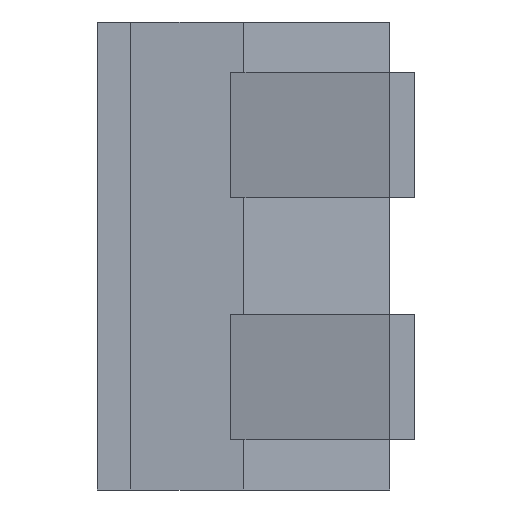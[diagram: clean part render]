
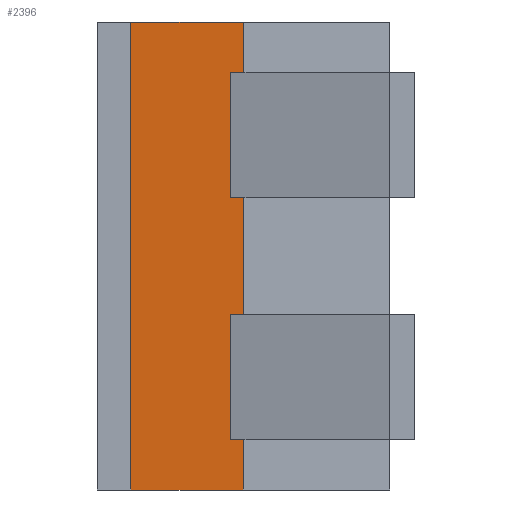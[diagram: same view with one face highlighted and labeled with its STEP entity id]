
A CAD part, left-side view. The second image highlights one B-rep face of the part: STEP entity #2396.
In plain terms, the highlighted planar face has unit normal (-0.998, 0.07, 0).
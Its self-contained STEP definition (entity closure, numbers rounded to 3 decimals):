
#349 = EDGE_LOOP ( 'NONE', ( #3520, #3518, #3519, #3516, #3517, #3528, #3527, #3526, #3525, #3524, #3523, #3522 ) ) ;
#2311 = EDGE_CURVE ( 'NONE', #3475, #3471, #9808, .T. ) ;
#2312 = EDGE_CURVE ( 'NONE', #3483, #3482, #9814, .T. ) ;
#2313 = EDGE_CURVE ( 'NONE', #3471, #3474, #9820, .T. ) ;
#2314 = EDGE_CURVE ( 'NONE', #3483, #3474, #9825, .T. ) ;
#2317 = EDGE_CURVE ( 'NONE', #3482, #3468, #9843, .T. ) ;
#2318 = EDGE_CURVE ( 'NONE', #3469, #3468, #9849, .T. ) ;
#2319 = EDGE_CURVE ( 'NONE', #3481, #3469, #9855, .T. ) ;
#2320 = EDGE_CURVE ( 'NONE', #3481, #3478, #9861, .T. ) ;
#2321 = EDGE_CURVE ( 'NONE', #3478, #3472, #9867, .T. ) ;
#2322 = EDGE_CURVE ( 'NONE', #3476, #3472, #9872, .T. ) ;
#2323 = EDGE_CURVE ( 'NONE', #3485, #3476, #9878, .T. ) ;
#2324 = EDGE_CURVE ( 'NONE', #3485, #3475, #9884, .T. ) ;
#2396 = ADVANCED_FACE ( 'NONE', ( #11771 ), #10805, .T. ) ;
#3468 = VERTEX_POINT ( 'NONE', #13243 ) ;
#3469 = VERTEX_POINT ( 'NONE', #13244 ) ;
#3471 = VERTEX_POINT ( 'NONE', #13246 ) ;
#3472 = VERTEX_POINT ( 'NONE', #13247 ) ;
#3474 = VERTEX_POINT ( 'NONE', #13249 ) ;
#3475 = VERTEX_POINT ( 'NONE', #13250 ) ;
#3476 = VERTEX_POINT ( 'NONE', #13251 ) ;
#3478 = VERTEX_POINT ( 'NONE', #13253 ) ;
#3481 = VERTEX_POINT ( 'NONE', #13256 ) ;
#3482 = VERTEX_POINT ( 'NONE', #13257 ) ;
#3483 = VERTEX_POINT ( 'NONE', #13258 ) ;
#3485 = VERTEX_POINT ( 'NONE', #13260 ) ;
#3516 = ORIENTED_EDGE ( 'NONE', *, *, #2311, .F. ) ;
#3517 = ORIENTED_EDGE ( 'NONE', *, *, #2324, .F. ) ;
#3518 = ORIENTED_EDGE ( 'NONE', *, *, #2314, .T. ) ;
#3519 = ORIENTED_EDGE ( 'NONE', *, *, #2313, .F. ) ;
#3520 = ORIENTED_EDGE ( 'NONE', *, *, #2312, .F. ) ;
#3522 = ORIENTED_EDGE ( 'NONE', *, *, #2317, .F. ) ;
#3523 = ORIENTED_EDGE ( 'NONE', *, *, #2318, .T. ) ;
#3524 = ORIENTED_EDGE ( 'NONE', *, *, #2319, .T. ) ;
#3525 = ORIENTED_EDGE ( 'NONE', *, *, #2320, .F. ) ;
#3526 = ORIENTED_EDGE ( 'NONE', *, *, #2321, .F. ) ;
#3527 = ORIENTED_EDGE ( 'NONE', *, *, #2322, .T. ) ;
#3528 = ORIENTED_EDGE ( 'NONE', *, *, #2323, .T. ) ;
#9808 = LINE ( 'NONE', #9810, #11727 ) ;
#9810 = CARTESIAN_POINT ( 'NONE',  ( -1.907, -4.389, -0.35 ) ) ;
#9812 = DIRECTION ( 'NONE',  ( 0.07, 0.998, 0. ) ) ;
#9814 = LINE ( 'NONE', #9816, #11729 ) ;
#9816 = CARTESIAN_POINT ( 'NONE',  ( -1.6, 0., 1.4 ) ) ;
#9818 = DIRECTION ( 'NONE',  ( 0., 0., -1. ) ) ;
#9820 = LINE ( 'NONE', #9822, #11730 ) ;
#9822 = CARTESIAN_POINT ( 'NONE',  ( -1.595, 0.075, 1.4 ) ) ;
#9824 = DIRECTION ( 'NONE',  ( 0., 0., -1. ) ) ;
#9825 = LINE ( 'NONE', #9827, #11732 ) ;
#9827 = CARTESIAN_POINT ( 'NONE',  ( -1.907, -4.389, -1.1 ) ) ;
#9829 = DIRECTION ( 'NONE',  ( 0.07, 0.998, 0. ) ) ;
#9843 = LINE ( 'NONE', #9845, #11734 ) ;
#9845 = CARTESIAN_POINT ( 'NONE',  ( -1.907, -4.389, -1.4 ) ) ;
#9847 = DIRECTION ( 'NONE',  ( 0.07, 0.998, 0. ) ) ;
#9849 = LINE ( 'NONE', #9851, #11735 ) ;
#9851 = CARTESIAN_POINT ( 'NONE',  ( -1.553, 0.675, 1.4 ) ) ;
#9853 = DIRECTION ( 'NONE',  ( 0., 0., -1. ) ) ;
#9855 = LINE ( 'NONE', #9857, #11736 ) ;
#9857 = CARTESIAN_POINT ( 'NONE',  ( -1.907, -4.389, 1.4 ) ) ;
#9859 = DIRECTION ( 'NONE',  ( 0.07, 0.998, 0. ) ) ;
#9861 = LINE ( 'NONE', #9863, #11737 ) ;
#9863 = CARTESIAN_POINT ( 'NONE',  ( -1.6, 0., 1.4 ) ) ;
#9865 = DIRECTION ( 'NONE',  ( 0., 0., -1. ) ) ;
#9867 = LINE ( 'NONE', #9869, #11738 ) ;
#9869 = CARTESIAN_POINT ( 'NONE',  ( -1.907, -4.389, 1.1 ) ) ;
#9870 = DIRECTION ( 'NONE',  ( 0.07, 0.998, 0. ) ) ;
#9872 = LINE ( 'NONE', #9874, #11739 ) ;
#9874 = CARTESIAN_POINT ( 'NONE',  ( -1.595, 0.075, 1.4 ) ) ;
#9876 = DIRECTION ( 'NONE',  ( 0., 0., 1. ) ) ;
#9878 = LINE ( 'NONE', #9880, #11740 ) ;
#9880 = CARTESIAN_POINT ( 'NONE',  ( -1.907, -4.389, 0.35 ) ) ;
#9882 = DIRECTION ( 'NONE',  ( 0.07, 0.998, 0. ) ) ;
#9884 = LINE ( 'NONE', #9886, #11741 ) ;
#9886 = CARTESIAN_POINT ( 'NONE',  ( -1.6, 0., 1.4 ) ) ;
#9888 = DIRECTION ( 'NONE',  ( 0., 0., -1. ) ) ;
#10805 = PLANE ( 'NONE',  #11779 ) ;
#10824 = CARTESIAN_POINT ( 'NONE',  ( -1.907, -4.389, 1.4 ) ) ;
#10826 = DIRECTION ( 'NONE',  ( -0.998, 0.07, 0. ) ) ;
#10828 = DIRECTION ( 'NONE',  ( -0.07, -0.998, 0. ) ) ;
#11727 = VECTOR ( 'NONE', #9812, 1000. ) ;
#11729 = VECTOR ( 'NONE', #9818, 1000. ) ;
#11730 = VECTOR ( 'NONE', #9824, 1000. ) ;
#11732 = VECTOR ( 'NONE', #9829, 1000. ) ;
#11734 = VECTOR ( 'NONE', #9847, 1000. ) ;
#11735 = VECTOR ( 'NONE', #9853, 1000. ) ;
#11736 = VECTOR ( 'NONE', #9859, 1000. ) ;
#11737 = VECTOR ( 'NONE', #9865, 1000. ) ;
#11738 = VECTOR ( 'NONE', #9870, 1000. ) ;
#11739 = VECTOR ( 'NONE', #9876, 1000. ) ;
#11740 = VECTOR ( 'NONE', #9882, 1000. ) ;
#11741 = VECTOR ( 'NONE', #9888, 1000. ) ;
#11771 = FACE_OUTER_BOUND ( 'NONE', #349, .T. ) ;
#11779 = AXIS2_PLACEMENT_3D ( 'NONE', #10824, #10826, #10828 ) ;
#13243 = CARTESIAN_POINT ( 'NONE',  ( -1.553, 0.675, -1.4 ) ) ;
#13244 = CARTESIAN_POINT ( 'NONE',  ( -1.553, 0.675, 1.4 ) ) ;
#13246 = CARTESIAN_POINT ( 'NONE',  ( -1.595, 0.075, -0.35 ) ) ;
#13247 = CARTESIAN_POINT ( 'NONE',  ( -1.595, 0.075, 1.1 ) ) ;
#13249 = CARTESIAN_POINT ( 'NONE',  ( -1.595, 0.075, -1.1 ) ) ;
#13250 = CARTESIAN_POINT ( 'NONE',  ( -1.6, 0., -0.35 ) ) ;
#13251 = CARTESIAN_POINT ( 'NONE',  ( -1.595, 0.075, 0.35 ) ) ;
#13253 = CARTESIAN_POINT ( 'NONE',  ( -1.6, 0., 1.1 ) ) ;
#13256 = CARTESIAN_POINT ( 'NONE',  ( -1.6, 0., 1.4 ) ) ;
#13257 = CARTESIAN_POINT ( 'NONE',  ( -1.6, 0., -1.4 ) ) ;
#13258 = CARTESIAN_POINT ( 'NONE',  ( -1.6, 0., -1.1 ) ) ;
#13260 = CARTESIAN_POINT ( 'NONE',  ( -1.6, 0., 0.35 ) ) ;
